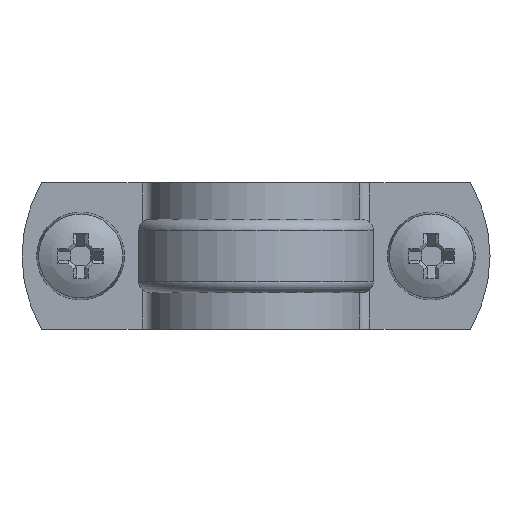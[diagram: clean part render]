
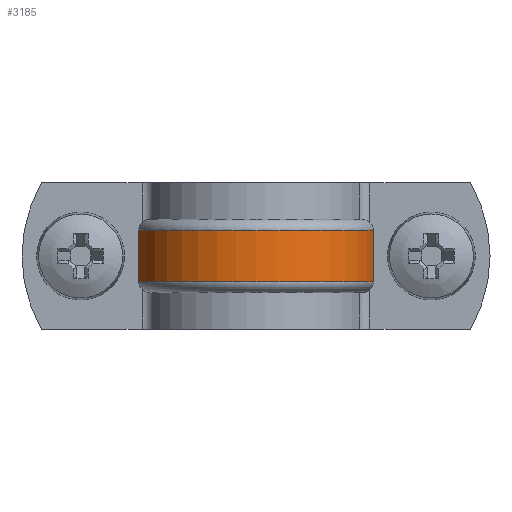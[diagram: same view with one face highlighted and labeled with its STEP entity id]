
A CAD part, front view. The second image highlights one B-rep face of the part: STEP entity #3185.
In plain terms, the highlighted cylindrical face has radius 16.5 mm (diameter 33 mm), a partial arc.
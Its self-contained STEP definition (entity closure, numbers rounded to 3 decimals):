
#3118=CARTESIAN_POINT('',(16.008,-4.,-3.5));
#3119=VERTEX_POINT('',#3118);
#3131=CARTESIAN_POINT('',(-16.008,-4.,-3.5));
#3132=VERTEX_POINT('',#3131);
#3133=CARTESIAN_POINT('',(0.0,0.0,-3.5));
#3134=DIRECTION('',(0.0,0.0,-1.0));
#3135=DIRECTION('',(0.,-1.0,0.0));
#3136=AXIS2_PLACEMENT_3D('',#3133,#3134,#3135);
#3137=CIRCLE('',#3136,16.5);
#3138=EDGE_CURVE('',#3119,#3132,#3137,.T.);
#3154=CARTESIAN_POINT('',(0.0,0.0,0.));
#3155=DIRECTION('',(0.0,0.0,1.0));
#3156=DIRECTION('',(0.0,-1.0,0.0));
#3157=AXIS2_PLACEMENT_3D('',#3154,#3155,#3156);
#3158=CYLINDRICAL_SURFACE('',#3157,16.5);
#3159=ORIENTED_EDGE('',*,*,#3138,.F.);
#3160=CARTESIAN_POINT('',(16.008,-4.,3.5));
#3161=VERTEX_POINT('',#3160);
#3162=CARTESIAN_POINT('',(16.008,-4.,3.5));
#3163=DIRECTION('',(0.0,0.0,-1.0));
#3164=VECTOR('',#3163,7.);
#3165=LINE('',#3162,#3164);
#3166=EDGE_CURVE('',#3161,#3119,#3165,.T.);
#3167=ORIENTED_EDGE('',*,*,#3166,.F.);
#3168=CARTESIAN_POINT('',(-16.008,-4.,3.5));
#3169=VERTEX_POINT('',#3168);
#3170=CARTESIAN_POINT('',(0.0,0.0,3.5));
#3171=DIRECTION('',(0.0,0.0,1.0));
#3172=DIRECTION('',(0.,-1.0,0.0));
#3173=AXIS2_PLACEMENT_3D('',#3170,#3171,#3172);
#3174=CIRCLE('',#3173,16.5);
#3175=EDGE_CURVE('',#3169,#3161,#3174,.T.);
#3176=ORIENTED_EDGE('',*,*,#3175,.F.);
#3177=CARTESIAN_POINT('',(-16.008,-4.,-3.5));
#3178=DIRECTION('',(0.0,0.0,1.0));
#3179=VECTOR('',#3178,7.);
#3180=LINE('',#3177,#3179);
#3181=EDGE_CURVE('',#3132,#3169,#3180,.T.);
#3182=ORIENTED_EDGE('',*,*,#3181,.F.);
#3183=EDGE_LOOP('',(#3159,#3167,#3176,#3182));
#3184=FACE_OUTER_BOUND('',#3183,.T.);
#3185=ADVANCED_FACE('',(#3184),#3158,.T.);
